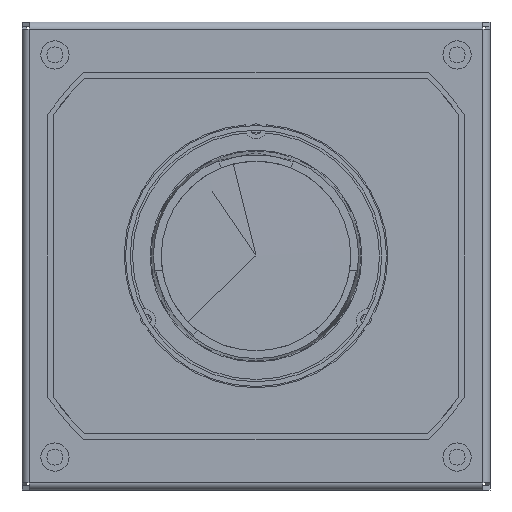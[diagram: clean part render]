
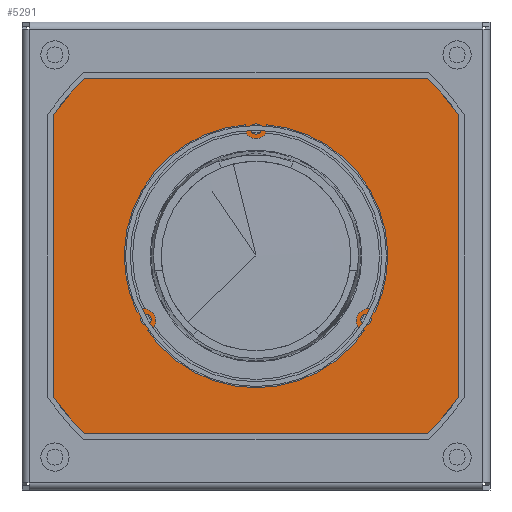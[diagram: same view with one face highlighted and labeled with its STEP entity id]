
A CAD part, front view. The second image highlights one B-rep face of the part: STEP entity #5291.
In plain terms, the highlighted planar face has unit normal (0, -1, 0).
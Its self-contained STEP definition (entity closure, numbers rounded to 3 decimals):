
#4392=CARTESIAN_POINT('',(-27.,0.,-46.765));
#4393=DIRECTION('',(0.,-1.,0.));
#4394=DIRECTION('',(1.,0.,0.));
#4395=AXIS2_PLACEMENT_3D('',#4392,#4393,#4394);
#4397=CARTESIAN_POINT('',(-27.,0.,-46.765));
#4398=DIRECTION('',(0.,-1.,0.));
#4399=DIRECTION('',(-1.,0.,0.));
#4400=AXIS2_PLACEMENT_3D('',#4397,#4398,#4399);
#4402=CARTESIAN_POINT('',(54.,0.,0.));
#4403=DIRECTION('',(0.,-1.,0.));
#4404=DIRECTION('',(1.,0.,0.));
#4405=AXIS2_PLACEMENT_3D('',#4402,#4403,#4404);
#4407=CARTESIAN_POINT('',(54.,0.,0.));
#4408=DIRECTION('',(0.,-1.,0.));
#4409=DIRECTION('',(-1.,0.,0.));
#4410=AXIS2_PLACEMENT_3D('',#4407,#4408,#4409);
#4412=CARTESIAN_POINT('',(-27.,0.,46.765));
#4413=DIRECTION('',(0.,-1.,0.));
#4414=DIRECTION('',(1.,0.,0.));
#4415=AXIS2_PLACEMENT_3D('',#4412,#4413,#4414);
#4417=CARTESIAN_POINT('',(-27.,0.,46.765));
#4418=DIRECTION('',(0.,-1.,0.));
#4419=DIRECTION('',(-1.,0.,0.));
#4420=AXIS2_PLACEMENT_3D('',#4417,#4418,#4419);
#4422=CARTESIAN_POINT('',(0.,0.,0.));
#4423=DIRECTION('',(0.,-1.,0.));
#4424=DIRECTION('',(-0.429,0.,-0.903));
#4425=AXIS2_PLACEMENT_3D('',#4422,#4423,#4424);
#4427=CARTESIAN_POINT('',(55.,0.,0.));
#4428=DIRECTION('',(0.,1.,0.));
#4429=DIRECTION('',(-0.436,0.,-0.9));
#4430=AXIS2_PLACEMENT_3D('',#4427,#4428,#4429);
#4432=CARTESIAN_POINT('',(0.,0.,0.));
#4433=DIRECTION('',(0.,-1.,0.));
#4434=DIRECTION('',(0.997,0.,0.08));
#4435=AXIS2_PLACEMENT_3D('',#4432,#4433,#4434);
#4437=DIRECTION('',(0.5,0.,-0.866));
#4438=VECTOR('',#4437,2.998);
#4439=CARTESIAN_POINT('',(-24.012,0.,50.591));
#4440=LINE('',#4439,#4438);
#4441=CARTESIAN_POINT('',(-27.5,0.,47.631));
#4442=DIRECTION('',(0.,1.,0.));
#4443=DIRECTION('',(0.997,0.,0.073));
#4444=AXIS2_PLACEMENT_3D('',#4441,#4442,#4443);
#4446=DIRECTION('',(-0.5,0.,0.866));
#4447=VECTOR('',#4446,2.998);
#4448=CARTESIAN_POINT('',(-30.307,0.,43.494));
#4449=LINE('',#4448,#4447);
#4450=CARTESIAN_POINT('',(0.,0.,0.));
#4451=DIRECTION('',(0.,-1.,0.));
#4452=DIRECTION('',(-0.568,0.,0.823));
#4453=AXIS2_PLACEMENT_3D('',#4450,#4451,#4452);
#4455=DIRECTION('',(0.5,0.,0.866));
#4456=VECTOR('',#4455,2.998);
#4457=CARTESIAN_POINT('',(-31.807,0.,-46.091));
#4458=LINE('',#4457,#4456);
#4459=CARTESIAN_POINT('',(-27.5,0.,-47.631));
#4460=DIRECTION('',(0.,1.,0.));
#4461=DIRECTION('',(-0.561,0.,0.827));
#4462=AXIS2_PLACEMENT_3D('',#4459,#4460,#4461);
#4464=DIRECTION('',(-0.5,0.,-0.866));
#4465=VECTOR('',#4464,2.998);
#4466=CARTESIAN_POINT('',(-22.513,0.,-47.994));
#4467=LINE('',#4466,#4465);
#4472=DIRECTION('',(-1.,0.,0.));
#4473=VECTOR('',#4472,187.);
#4474=CARTESIAN_POINT('',(93.5,0.,93.5));
#4475=LINE('',#4474,#4473);
#4632=DIRECTION('',(1.,0.,0.));
#4633=VECTOR('',#4632,187.);
#4634=CARTESIAN_POINT('',(-93.5,0.,-93.5));
#4635=LINE('',#4634,#4633);
#4672=DIRECTION('',(0.,0.,1.));
#4673=VECTOR('',#4672,187.);
#4674=CARTESIAN_POINT('',(93.5,0.,-93.5));
#4675=LINE('',#4674,#4673);
#4852=DIRECTION('',(0.,0.,-1.));
#4853=VECTOR('',#4852,187.);
#4854=CARTESIAN_POINT('',(-93.5,0.,93.5));
#4855=LINE('',#4854,#4853);
#5008=DIRECTION('',(-1.,0.,0.));
#5009=VECTOR('',#5008,2.998);
#5010=CARTESIAN_POINT('',(55.819,0.,4.5));
#5011=LINE('',#5010,#5009);
#5020=DIRECTION('',(1.,0.,0.));
#5021=VECTOR('',#5020,2.998);
#5022=CARTESIAN_POINT('',(52.821,0.,-4.5));
#5023=LINE('',#5022,#5021);
#5048=CARTESIAN_POINT('',(93.5,0.,93.5));
#5049=CARTESIAN_POINT('',(-93.5,0.,93.5));
#5050=VERTEX_POINT('',#5048);
#5051=VERTEX_POINT('',#5049);
#5052=CARTESIAN_POINT('',(93.5,0.,-93.5));
#5053=VERTEX_POINT('',#5052);
#5054=CARTESIAN_POINT('',(-93.5,0.,-93.5));
#5055=VERTEX_POINT('',#5054);
#5056=CARTESIAN_POINT('',(-24.75,0.,-46.765));
#5057=CARTESIAN_POINT('',(-29.25,0.,-46.765));
#5058=VERTEX_POINT('',#5056);
#5059=VERTEX_POINT('',#5057);
#5060=CARTESIAN_POINT('',(56.25,0.,0.));
#5061=CARTESIAN_POINT('',(51.75,0.,0.));
#5062=VERTEX_POINT('',#5060);
#5063=VERTEX_POINT('',#5061);
#5064=CARTESIAN_POINT('',(-24.75,0.,46.765));
#5065=CARTESIAN_POINT('',(-29.25,0.,46.765));
#5066=VERTEX_POINT('',#5064);
#5067=VERTEX_POINT('',#5065);
#5068=CARTESIAN_POINT('',(-24.012,0.,-50.591));
#5069=CARTESIAN_POINT('',(55.819,0.,-4.5));
#5070=VERTEX_POINT('',#5068);
#5071=VERTEX_POINT('',#5069);
#5072=CARTESIAN_POINT('',(52.821,0.,-4.5));
#5073=VERTEX_POINT('',#5072);
#5074=CARTESIAN_POINT('',(52.821,0.,4.5));
#5075=VERTEX_POINT('',#5074);
#5076=CARTESIAN_POINT('',(55.819,0.,4.5));
#5077=VERTEX_POINT('',#5076);
#5078=CARTESIAN_POINT('',(-24.012,0.,50.591));
#5079=VERTEX_POINT('',#5078);
#5080=CARTESIAN_POINT('',(-22.513,0.,47.994));
#5081=VERTEX_POINT('',#5080);
#5082=CARTESIAN_POINT('',(-30.307,0.,43.494));
#5083=VERTEX_POINT('',#5082);
#5084=CARTESIAN_POINT('',(-31.807,0.,46.091));
#5085=VERTEX_POINT('',#5084);
#5086=CARTESIAN_POINT('',(-31.807,0.,-46.091));
#5087=VERTEX_POINT('',#5086);
#5088=CARTESIAN_POINT('',(-30.307,0.,-43.494));
#5089=VERTEX_POINT('',#5088);
#5090=CARTESIAN_POINT('',(-22.513,0.,-47.994));
#5091=VERTEX_POINT('',#5090);
#5232=CARTESIAN_POINT('',(0.,0.,0.));
#5233=DIRECTION('',(0.,1.,0.));
#5234=DIRECTION('',(1.,0.,0.));
#5235=AXIS2_PLACEMENT_3D('',#5232,#5233,#5234);
#5236=PLANE('',#5235);
#5238=ORIENTED_EDGE('',*,*,#5237,.F.);
#5240=ORIENTED_EDGE('',*,*,#5239,.F.);
#5242=ORIENTED_EDGE('',*,*,#5241,.F.);
#5244=ORIENTED_EDGE('',*,*,#5243,.F.);
#5245=EDGE_LOOP('',(#5238,#5240,#5242,#5244));
#5246=FACE_OUTER_BOUND('',#5245,.F.);
#5248=ORIENTED_EDGE('',*,*,#5247,.T.);
#5250=ORIENTED_EDGE('',*,*,#5249,.T.);
#5251=EDGE_LOOP('',(#5248,#5250));
#5252=FACE_BOUND('',#5251,.F.);
#5254=ORIENTED_EDGE('',*,*,#5253,.T.);
#5256=ORIENTED_EDGE('',*,*,#5255,.T.);
#5257=EDGE_LOOP('',(#5254,#5256));
#5258=FACE_BOUND('',#5257,.F.);
#5260=ORIENTED_EDGE('',*,*,#5259,.T.);
#5262=ORIENTED_EDGE('',*,*,#5261,.T.);
#5263=EDGE_LOOP('',(#5260,#5262));
#5264=FACE_BOUND('',#5263,.F.);
#5266=ORIENTED_EDGE('',*,*,#5265,.T.);
#5268=ORIENTED_EDGE('',*,*,#5267,.F.);
#5270=ORIENTED_EDGE('',*,*,#5269,.T.);
#5272=ORIENTED_EDGE('',*,*,#5271,.F.);
#5274=ORIENTED_EDGE('',*,*,#5273,.T.);
#5276=ORIENTED_EDGE('',*,*,#5275,.T.);
#5278=ORIENTED_EDGE('',*,*,#5277,.T.);
#5280=ORIENTED_EDGE('',*,*,#5279,.T.);
#5282=ORIENTED_EDGE('',*,*,#5281,.T.);
#5284=ORIENTED_EDGE('',*,*,#5283,.T.);
#5286=ORIENTED_EDGE('',*,*,#5285,.T.);
#5288=ORIENTED_EDGE('',*,*,#5287,.T.);
#5289=EDGE_LOOP('',(#5266,#5268,#5270,#5272,#5274,#5276,#5278,#5280,#5282,#5284,
#5286,#5288));
#5290=FACE_BOUND('',#5289,.F.);
#4396=CIRCLE('',#4395,2.25);
#4401=CIRCLE('',#4400,2.25);
#4406=CIRCLE('',#4405,2.25);
#4411=CIRCLE('',#4410,2.25);
#4416=CIRCLE('',#4415,2.25);
#4421=CIRCLE('',#4420,2.25);
#4426=CIRCLE('',#4425,56.);
#4431=CIRCLE('',#4430,5.);
#4436=CIRCLE('',#4435,56.);
#4445=CIRCLE('',#4444,5.);
#4454=CIRCLE('',#4453,56.);
#4463=CIRCLE('',#4462,5.);
#5237=EDGE_CURVE('',#5050,#5051,#4475,.T.);
#5239=EDGE_CURVE('',#5053,#5050,#4675,.T.);
#5241=EDGE_CURVE('',#5055,#5053,#4635,.T.);
#5243=EDGE_CURVE('',#5051,#5055,#4855,.T.);
#5247=EDGE_CURVE('',#5058,#5059,#4396,.T.);
#5249=EDGE_CURVE('',#5059,#5058,#4401,.T.);
#5253=EDGE_CURVE('',#5062,#5063,#4406,.T.);
#5255=EDGE_CURVE('',#5063,#5062,#4411,.T.);
#5259=EDGE_CURVE('',#5066,#5067,#4416,.T.);
#5261=EDGE_CURVE('',#5067,#5066,#4421,.T.);
#5265=EDGE_CURVE('',#5070,#5071,#4426,.T.);
#5267=EDGE_CURVE('',#5073,#5071,#5023,.T.);
#5269=EDGE_CURVE('',#5073,#5075,#4431,.T.);
#5271=EDGE_CURVE('',#5077,#5075,#5011,.T.);
#5273=EDGE_CURVE('',#5077,#5079,#4436,.T.);
#5275=EDGE_CURVE('',#5079,#5081,#4440,.T.);
#5277=EDGE_CURVE('',#5081,#5083,#4445,.T.);
#5279=EDGE_CURVE('',#5083,#5085,#4449,.T.);
#5281=EDGE_CURVE('',#5085,#5087,#4454,.T.);
#5283=EDGE_CURVE('',#5087,#5089,#4458,.T.);
#5285=EDGE_CURVE('',#5089,#5091,#4463,.T.);
#5287=EDGE_CURVE('',#5091,#5070,#4467,.T.);
#5291=ADVANCED_FACE('',(#5246,#5252,#5258,#5264,#5290),#5236,.F.);
